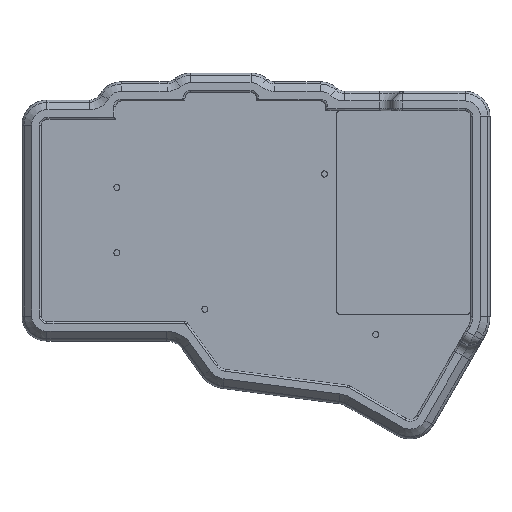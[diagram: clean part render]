
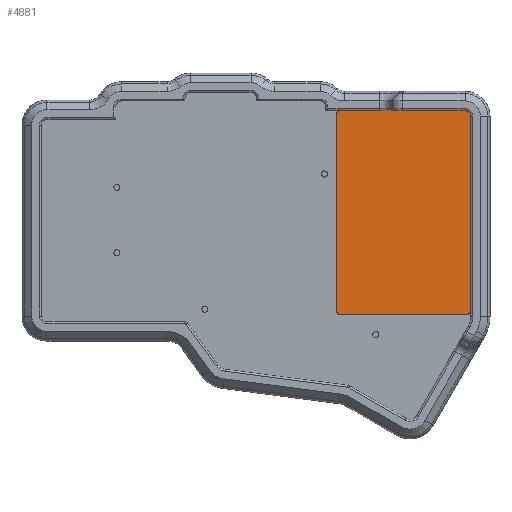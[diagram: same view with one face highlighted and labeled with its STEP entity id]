
A CAD part, top view. The second image highlights one B-rep face of the part: STEP entity #4881.
In plain terms, the highlighted planar face has unit normal (0, 0, 1).
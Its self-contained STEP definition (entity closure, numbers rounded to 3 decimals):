
#192=PLANE('',#5475);
#541=LINE('',#8820,#932);
#548=LINE('',#8835,#939);
#583=LINE('',#8921,#974);
#586=LINE('',#8933,#977);
#932=VECTOR('',#6839,10.);
#939=VECTOR('',#6852,10.);
#974=VECTOR('',#6967,10.);
#977=VECTOR('',#6984,10.);
#1396=FACE_OUTER_BOUND('',#1712,.T.);
#1712=EDGE_LOOP('',(#4435,#4436,#4437,#4438,#4439,#4440,#4441,#4442));
#1994=CIRCLE('',#5426,1.5);
#2000=CIRCLE('',#5466,1.);
#2002=CIRCLE('',#5470,1.);
#2004=CIRCLE('',#5473,1.);
#2400=VERTEX_POINT('',#8817);
#2401=VERTEX_POINT('',#8819);
#2403=VERTEX_POINT('',#8825);
#2406=VERTEX_POINT('',#8833);
#2414=VERTEX_POINT('',#8911);
#2415=VERTEX_POINT('',#8913);
#2417=VERTEX_POINT('',#8919);
#2419=VERTEX_POINT('',#8928);
#3050=EDGE_CURVE('',#2400,#2401,#541,.T.);
#3054=EDGE_CURVE('',#2403,#2400,#1994,.T.);
#3058=EDGE_CURVE('',#2406,#2403,#548,.T.);
#3095=EDGE_CURVE('',#2414,#2415,#2000,.T.);
#3099=EDGE_CURVE('',#2417,#2414,#583,.T.);
#3101=EDGE_CURVE('',#2401,#2417,#2002,.T.);
#3104=EDGE_CURVE('',#2419,#2406,#2004,.T.);
#3106=EDGE_CURVE('',#2415,#2419,#586,.T.);
#4435=ORIENTED_EDGE('',*,*,#3106,.F.);
#4436=ORIENTED_EDGE('',*,*,#3095,.F.);
#4437=ORIENTED_EDGE('',*,*,#3099,.F.);
#4438=ORIENTED_EDGE('',*,*,#3101,.F.);
#4439=ORIENTED_EDGE('',*,*,#3050,.F.);
#4440=ORIENTED_EDGE('',*,*,#3054,.F.);
#4441=ORIENTED_EDGE('',*,*,#3058,.F.);
#4442=ORIENTED_EDGE('',*,*,#3104,.F.);
#4881=ADVANCED_FACE('',(#1396),#192,.T.);
#5426=AXIS2_PLACEMENT_3D('',#8827,#6845,#6846);
#5466=AXIS2_PLACEMENT_3D('',#8914,#6960,#6961);
#5470=AXIS2_PLACEMENT_3D('',#8924,#6972,#6973);
#5473=AXIS2_PLACEMENT_3D('',#8930,#6979,#6980);
#5475=AXIS2_PLACEMENT_3D('',#8934,#6985,#6986);
#6839=DIRECTION('',(0.,-1.,0.));
#6845=DIRECTION('center_axis',(0.,0.,-1.));
#6846=DIRECTION('ref_axis',(1.,0.,0.));
#6852=DIRECTION('',(1.,0.,0.));
#6960=DIRECTION('center_axis',(0.,0.,-1.));
#6961=DIRECTION('ref_axis',(-1.,0.,0.));
#6967=DIRECTION('',(-1.,0.,0.));
#6972=DIRECTION('center_axis',(0.,0.,-1.));
#6973=DIRECTION('ref_axis',(0.,-1.,0.));
#6979=DIRECTION('center_axis',(0.,0.,-1.));
#6980=DIRECTION('ref_axis',(0.,1.,0.));
#6984=DIRECTION('',(0.,1.,0.));
#6985=DIRECTION('center_axis',(0.,0.,1.));
#6986=DIRECTION('ref_axis',(-1.,0.,0.));
#8817=CARTESIAN_POINT('',(111.8,53.48,-8.));
#8819=CARTESIAN_POINT('',(111.8,2.98,-8.));
#8820=CARTESIAN_POINT('',(111.8,2.98,-8.));
#8825=CARTESIAN_POINT('',(110.3,54.98,-8.));
#8827=CARTESIAN_POINT('Origin',(110.3,53.48,-8.));
#8833=CARTESIAN_POINT('',(77.8,54.98,-8.));
#8835=CARTESIAN_POINT('',(110.3,54.98,-8.));
#8911=CARTESIAN_POINT('',(77.8,1.98,-8.));
#8913=CARTESIAN_POINT('',(76.8,2.98,-8.));
#8914=CARTESIAN_POINT('Origin',(77.8,2.98,-8.));
#8919=CARTESIAN_POINT('',(110.8,1.98,-8.));
#8921=CARTESIAN_POINT('',(107.,1.98,-8.));
#8924=CARTESIAN_POINT('Origin',(110.8,2.98,-8.));
#8928=CARTESIAN_POINT('',(76.8,53.98,-8.));
#8930=CARTESIAN_POINT('Origin',(77.8,53.98,-8.));
#8933=CARTESIAN_POINT('',(76.8,2.98,-8.));
#8934=CARTESIAN_POINT('Origin',(94.3,28.48,-8.));
